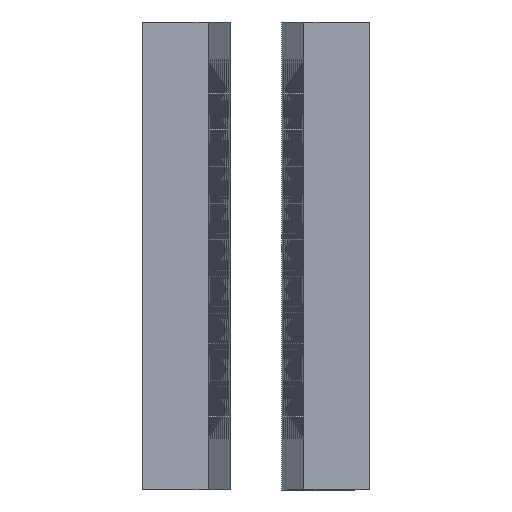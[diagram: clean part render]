
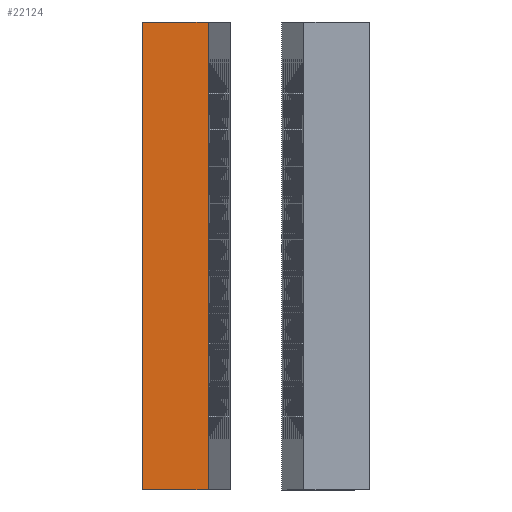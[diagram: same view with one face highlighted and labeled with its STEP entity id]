
A CAD part, front view. The second image highlights one B-rep face of the part: STEP entity #22124.
In plain terms, the highlighted planar face has unit normal (0, -1, 0).
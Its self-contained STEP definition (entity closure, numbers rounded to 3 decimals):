
#900=FACE_OUTER_BOUND('',#2034,.T.);
#2034=EDGE_LOOP('',(#16889,#16890,#16891,#16892));
#4382=LINE('',#32079,#7506);
#4383=LINE('',#32082,#7507);
#4384=LINE('',#32084,#7508);
#4385=LINE('',#32085,#7509);
#7506=VECTOR('',#26325,10.);
#7507=VECTOR('',#26328,10.);
#7508=VECTOR('',#26329,10.);
#7509=VECTOR('',#26330,10.);
#10114=VERTEX_POINT('',#32073);
#10116=VERTEX_POINT('',#32077);
#10117=VERTEX_POINT('',#32081);
#10118=VERTEX_POINT('',#32083);
#12722=EDGE_CURVE('',#10114,#10116,#4382,.T.);
#12723=EDGE_CURVE('',#10114,#10117,#4383,.T.);
#12724=EDGE_CURVE('',#10118,#10116,#4384,.T.);
#12725=EDGE_CURVE('',#10117,#10118,#4385,.T.);
#16889=ORIENTED_EDGE('',*,*,#12723,.F.);
#16890=ORIENTED_EDGE('',*,*,#12722,.T.);
#16891=ORIENTED_EDGE('',*,*,#12724,.F.);
#16892=ORIENTED_EDGE('',*,*,#12725,.F.);
#21078=PLANE('',#23191);
#22124=ADVANCED_FACE('',(#900),#21078,.T.);
#23191=AXIS2_PLACEMENT_3D('',#32080,#26326,#26327);
#26325=DIRECTION('',(0.,0.,1.));
#26326=DIRECTION('center_axis',(0.,-1.,0.));
#26327=DIRECTION('ref_axis',(1.,0.,0.));
#26328=DIRECTION('',(-1.,0.,0.));
#26329=DIRECTION('',(1.,0.,0.));
#26330=DIRECTION('',(0.,0.,1.));
#32073=CARTESIAN_POINT('',(9.348,-5.,0.));
#32077=CARTESIAN_POINT('',(9.348,-5.,70.));
#32079=CARTESIAN_POINT('',(9.348,-5.,0.));
#32080=CARTESIAN_POINT('Origin',(-0.5,-5.,0.));
#32081=CARTESIAN_POINT('',(-0.5,-5.,0.));
#32082=CARTESIAN_POINT('',(143.5,-5.,0.));
#32083=CARTESIAN_POINT('',(-0.5,-5.,70.));
#32084=CARTESIAN_POINT('',(143.5,-5.,70.));
#32085=CARTESIAN_POINT('',(-0.5,-5.,0.));
